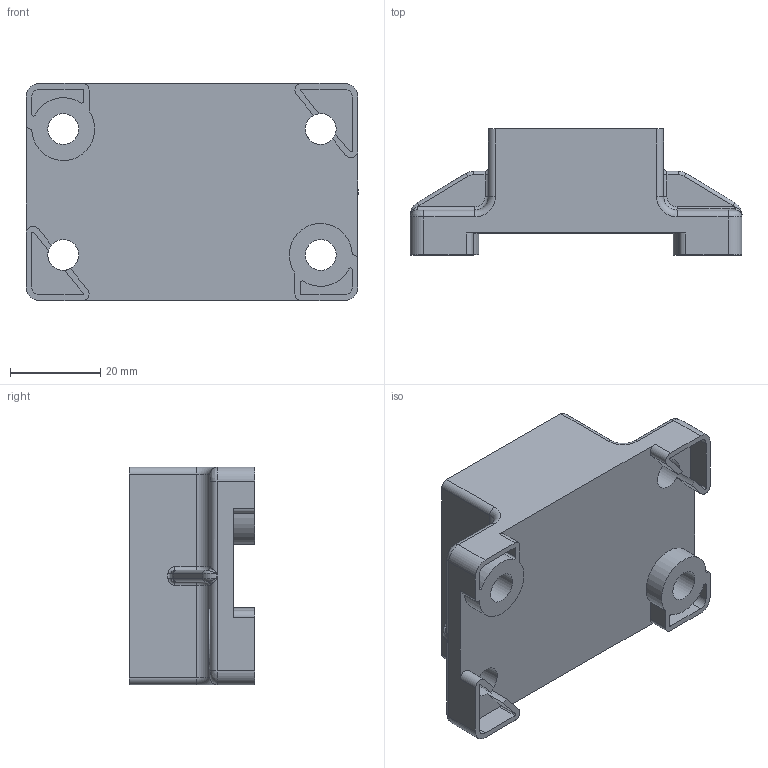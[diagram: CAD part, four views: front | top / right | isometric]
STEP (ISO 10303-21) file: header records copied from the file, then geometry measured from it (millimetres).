
FILE_DESCRIPTION(/* description */ (''),/* implementation_level */ '2;1');
FILE_NAME(/* name */ 'BUSS-BASE.ipt.step',/* time_stamp */ '2014-01-07T11:11:48-08:00',/* author */ ('Autodesk'),/* organization */ (''),/* preprocessor_version */ 'ST-DEVELOPER v15.2',/* originating_system */ 'Autodesk Inventor 2014',/* authorisation */ '');
FILE_SCHEMA (('CONFIG_CONTROL_DESIGN','AUTOMOTIVE_DESIGN { 1 0 10303 214 3 1 1 }'));
Length unit declared in the file: inch
Products named in the file (1): BUSS-BASE
Bounding box: 73.69 x 27.93 x 48.26 mm (x, y, z)
Volume: 53652.4 mm3; surface area: 13537.8 mm2
Topology: 1 solids, 1 shells, 172 faces, 450 edges, 279 vertices
Faces by surface type: cylinder 76, plane 60, torus 20, bspline 16
Full cylindrical faces by diameter (mm): 6.858 x4
Entity records: 5590 total; most frequent: CARTESIAN_POINT 1318, DIRECTION 920, ORIENTED_EDGE 884, EDGE_CURVE 442, AXIS2_PLACEMENT_3D 347, VERTEX_POINT 276, LINE 226, VECTOR 226
